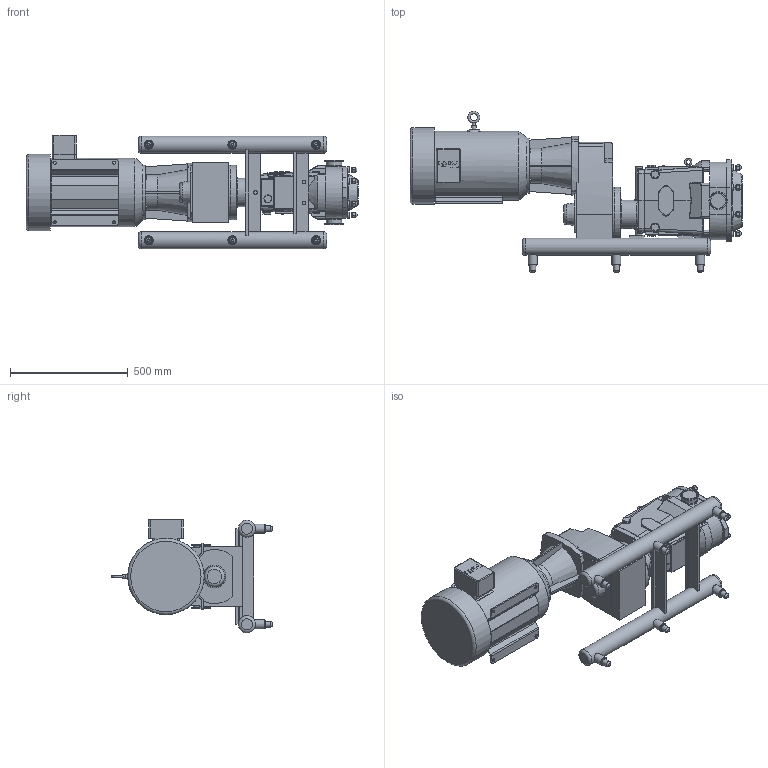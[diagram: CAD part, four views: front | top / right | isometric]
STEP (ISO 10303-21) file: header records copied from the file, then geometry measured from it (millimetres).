
FILE_DESCRIPTION(/* description */ (''),/* implementation_level */ '2;1');
FILE_NAME(/* name */ 'U2_060U2_256TC_2.5x2.5_S-Line_20HP_SM.stp',/* time_stamp */ '2020-10-20T15:41:44+05:00',/* author */ ('trtmhr'),/* organization */ (''),/* preprocessor_version */ 'ST-DEVELOPER v17',/* originating_system */ 'Autodesk Inventor 2018',/* authorisation */ '');
FILE_SCHEMA (('AUTOMOTIVE_DESIGN { 1 0 10303 214 3 1 1 }'));
Length unit declared in the file: inch
Products named in the file (1): U2_060U2_256TC_2.5x2.5_S-Line_20HP_SM
Bounding box: 1410.77 x 685.29 x 483.68 mm (x, y, z)
Volume: 89356265.1 mm3; surface area: 2620844.9 mm2
Topology: 4 solids, 4 shells, 1075 faces, 2802 edges, 1801 vertices
Faces by surface type: plane 484, cylinder 298, bspline 124, torus 96, cone 47, sphere 26
Full cylindrical faces by diameter (mm): 5.08 x1, 12.395 x5, 12.7 x4, 13.462 x4, 14.3 x3, 14.478 x1, 19.05 x8, 19.304 x1, 25.4 x14, 33.02 x1, 35.052 x2, 38.1 x6, 63.5 x2, 65.761 x2, 65.786 x2, 66.777 x2, 77.495 x2, 120.65 x1, 229.997 x1, 230.124 x1, 232.994 x1, 292.329 x1, 324.612 x1
Entity records: 37553 total; most frequent: CARTESIAN_POINT 10887, ORIENTED_EDGE 5580, DIRECTION 5538, EDGE_CURVE 2790, AXIS2_PLACEMENT_3D 2067, VERTEX_POINT 1801, LINE 1404, VECTOR 1404
